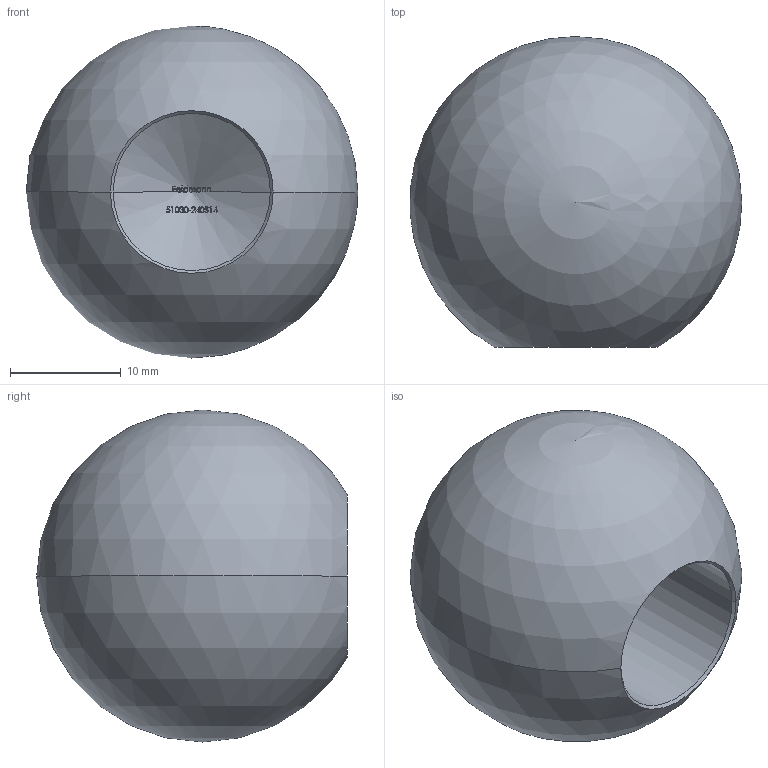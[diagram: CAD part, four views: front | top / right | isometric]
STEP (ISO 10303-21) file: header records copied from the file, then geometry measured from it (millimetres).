
FILE_DESCRIPTION (( 'STEP AP203' ), '1' );
FILE_NAME ('51030-240S14.step', '2019-03-29T09:42:30', ( '' ), ( '' ), 'SwSTEP 2.0', 'SolidWorks 2015', '' );
FILE_SCHEMA (( 'CONFIG_CONTROL_DESIGN' ));
Length unit declared in the file: millimetre
Products named in the file (1): 51030-240S14
Bounding box: 29.96 x 28.08 x 30 mm (x, y, z)
Volume: 11051.2 mm3; surface area: 3599.3 mm2
Topology: 1 solids, 1 shells, 274 faces, 737 edges, 481 vertices
Faces by surface type: bspline 118, plane 113, cone 39, cylinder 2, sphere 2
Entity records: 13591 total; most frequent: CARTESIAN_POINT 7933, ORIENTED_EDGE 1460, EDGE_CURVE 730, DIRECTION 604, VERTEX_POINT 478, B_SPLINE_CURVE_WITH_KNOTS 448, EDGE_LOOP 294, VECTOR 274
